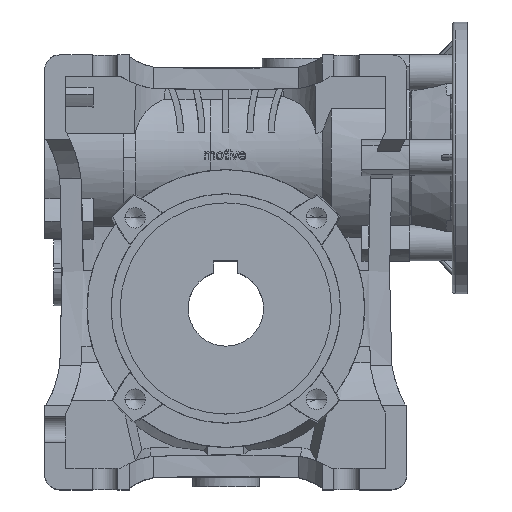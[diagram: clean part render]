
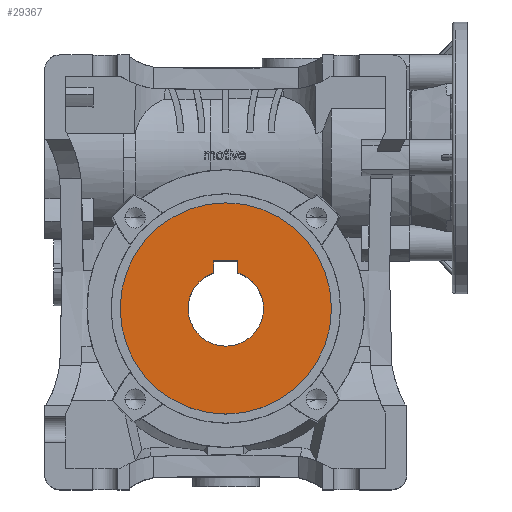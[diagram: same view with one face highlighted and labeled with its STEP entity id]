
A CAD part, top view. The second image highlights one B-rep face of the part: STEP entity #29367.
In plain terms, the highlighted face is planar.
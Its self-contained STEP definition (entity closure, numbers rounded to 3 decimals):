
#8676=CARTESIAN_POINT('',(0.,0.,-46.));
#8677=DIRECTION('',(0.,0.,-1.));
#8678=DIRECTION('',(-1.,0.,0.));
#8679=AXIS2_PLACEMENT_3D('',#8676,#8677,#8678);
#8681=CARTESIAN_POINT('',(0.,0.,-46.));
#8682=DIRECTION('',(0.,0.,-1.));
#8683=DIRECTION('',(1.,0.,0.));
#8684=AXIS2_PLACEMENT_3D('',#8681,#8682,#8683);
#8686=CARTESIAN_POINT('',(0.,0.,-46.));
#8687=DIRECTION('',(0.,0.,1.));
#8688=DIRECTION('',(1.,0.,0.));
#8689=AXIS2_PLACEMENT_3D('',#8686,#8687,#8688);
#8691=CARTESIAN_POINT('',(0.,0.,-46.));
#8692=DIRECTION('',(0.,0.,1.));
#8693=DIRECTION('',(-1.,0.,0.));
#8694=AXIS2_PLACEMENT_3D('',#8691,#8692,#8693);
#8696=CARTESIAN_POINT('',(0.,0.,-46.));
#8697=DIRECTION('',(0.,0.,1.));
#8698=DIRECTION('',(-0.32,0.947,0.));
#8699=AXIS2_PLACEMENT_3D('',#8696,#8697,#8698);
#8705=DIRECTION('',(1.,0.,0.));
#8706=VECTOR('',#8705,8.);
#8707=CARTESIAN_POINT('',(-4.,15.8,-46.));
#8708=LINE('',#8707,#8706);
#8774=DIRECTION('',(0.,-1.,0.));
#8775=VECTOR('',#8774,3.957);
#8776=CARTESIAN_POINT('',(4.,15.8,-46.));
#8777=LINE('',#8776,#8775);
#8782=DIRECTION('',(0.,1.,0.));
#8783=VECTOR('',#8782,3.957);
#8784=CARTESIAN_POINT('',(-4.,11.843,-46.));
#8785=LINE('',#8784,#8783);
#22828=CARTESIAN_POINT('',(12.5,0.,-46.));
#22829=CARTESIAN_POINT('',(4.,11.843,-46.));
#22830=VERTEX_POINT('',#22828);
#22831=VERTEX_POINT('',#22829);
#22842=CARTESIAN_POINT('',(-12.5,0.,-46.));
#22843=VERTEX_POINT('',#22842);
#23098=CARTESIAN_POINT('',(35.,0.,-46.));
#23100=VERTEX_POINT('',#23098);
#23103=CARTESIAN_POINT('',(-35.,0.,-46.));
#23104=VERTEX_POINT('',#23103);
#24164=CARTESIAN_POINT('',(-4.,11.843,-46.));
#24165=VERTEX_POINT('',#24164);
#24358=CARTESIAN_POINT('',(-4.,15.8,-46.));
#24359=CARTESIAN_POINT('',(4.,15.8,-46.));
#24360=VERTEX_POINT('',#24358);
#24361=VERTEX_POINT('',#24359);
#29343=CARTESIAN_POINT('',(0.,35.,-46.));
#29344=DIRECTION('',(0.,0.,1.));
#29345=DIRECTION('',(1.,0.,0.));
#29346=AXIS2_PLACEMENT_3D('',#29343,#29344,#29345);
#29347=PLANE('',#29346);
#29348=ORIENTED_EDGE('',*,*,#29333,.F.);
#29350=ORIENTED_EDGE('',*,*,#29349,.F.);
#29351=EDGE_LOOP('',(#29348,#29350));
#29352=FACE_OUTER_BOUND('',#29351,.F.);
#29354=ORIENTED_EDGE('',*,*,#29353,.T.);
#29356=ORIENTED_EDGE('',*,*,#29355,.T.);
#29358=ORIENTED_EDGE('',*,*,#29357,.F.);
#29360=ORIENTED_EDGE('',*,*,#29359,.F.);
#29362=ORIENTED_EDGE('',*,*,#29361,.F.);
#29364=ORIENTED_EDGE('',*,*,#29363,.T.);
#29365=EDGE_LOOP('',(#29354,#29356,#29358,#29360,#29362,#29364));
#29366=FACE_BOUND('',#29365,.F.);
#29367=ADVANCED_FACE('',(#29352,#29366),#29347,.F.);
#8680=CIRCLE('',#8679,35.);
#8685=CIRCLE('',#8684,35.);
#8690=CIRCLE('',#8689,12.5);
#8695=CIRCLE('',#8694,12.5);
#8700=CIRCLE('',#8699,12.5);
#29333=EDGE_CURVE('',#23104,#23100,#8680,.T.);
#29349=EDGE_CURVE('',#23100,#23104,#8685,.T.);
#29353=EDGE_CURVE('',#24360,#24361,#8708,.T.);
#29355=EDGE_CURVE('',#24361,#22831,#8777,.T.);
#29357=EDGE_CURVE('',#22830,#22831,#8690,.T.);
#29359=EDGE_CURVE('',#22843,#22830,#8695,.T.);
#29361=EDGE_CURVE('',#24165,#22843,#8700,.T.);
#29363=EDGE_CURVE('',#24165,#24360,#8785,.T.);
